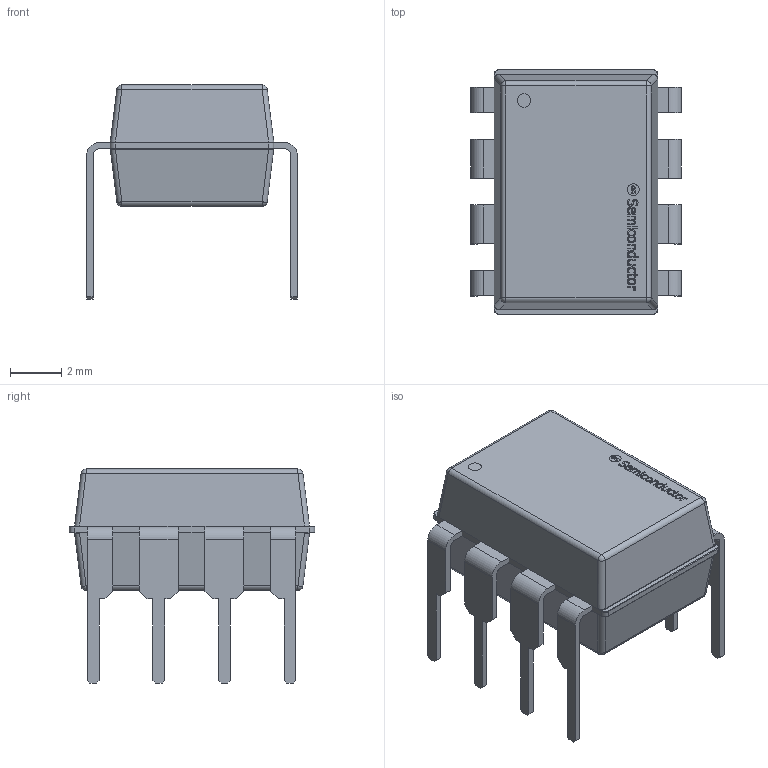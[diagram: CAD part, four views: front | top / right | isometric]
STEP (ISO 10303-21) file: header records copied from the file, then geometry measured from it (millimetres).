
FILE_DESCRIPTION(/* description */ (''),/* implementation_level */ '2;1');
FILE_NAME(/* name */ '1.stp',/* time_stamp */ '2019-06-05T00:49:40+02:00',/* author */ ('k'),/* organization */ (''),/* preprocessor_version */ 'ST-DEVELOPER v15.6',/* originating_system */ 'Autodesk Inventor 2015',/* authorisation */ '');
FILE_SCHEMA (('AUTOMOTIVE_DESIGN { 1 0 10303 214 3 1 1 }'));
Length unit declared in the file: millimetre
Products named in the file (4): 1; 2; ON Semi Logo
Bounding box: 8.24 x 9.6 x 8.38 mm (x, y, z)
Volume: 280.3 mm3; surface area: 444.9 mm2
Topology: 22 solids, 22 shells, 442 faces, 1138 edges, 740 vertices
Faces by surface type: plane 232, bspline 140, cylinder 54, torus 8, sphere 8
Full cylindrical faces by diameter (mm): 0.46 x1, 0.527 x1
Entity records: 14542 total; most frequent: CARTESIAN_POINT 4554, ORIENTED_EDGE 2272, DIRECTION 1598, EDGE_CURVE 1136, VERTEX_POINT 740, LINE 732, VECTOR 732, EDGE_LOOP 456
